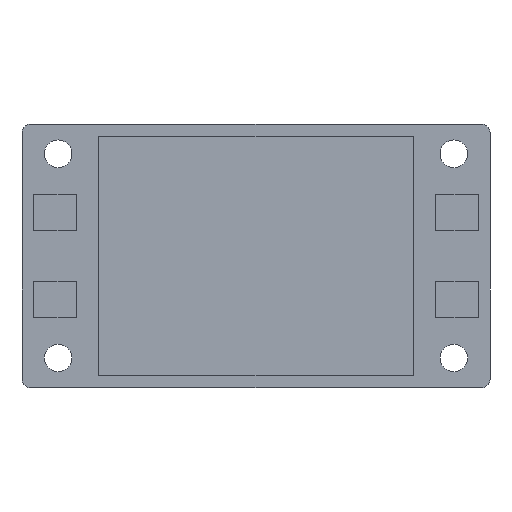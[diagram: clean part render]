
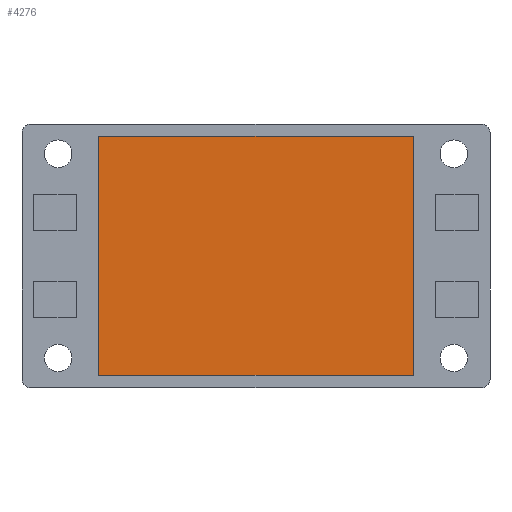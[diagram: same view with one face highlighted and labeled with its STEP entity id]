
A CAD part, top view. The second image highlights one B-rep face of the part: STEP entity #4276.
In plain terms, the highlighted planar face has unit normal (0, 0, 1).
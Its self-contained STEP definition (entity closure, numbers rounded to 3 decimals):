
#4144=CARTESIAN_POINT('',(-37.0,-28.1,31.));
#4145=VERTEX_POINT('',#4144);
#4152=CARTESIAN_POINT('',(-37.0,28.1,31.));
#4153=VERTEX_POINT('',#4152);
#4154=CARTESIAN_POINT('',(-37.0,28.1,31.));
#4155=DIRECTION('',(0.0,-1.0,0.0));
#4156=VECTOR('',#4155,56.2);
#4157=LINE('',#4154,#4156);
#4158=EDGE_CURVE('',#4153,#4145,#4157,.T.);
#4182=CARTESIAN_POINT('',(37.0,-28.1,31.));
#4183=VERTEX_POINT('',#4182);
#4190=CARTESIAN_POINT('',(-37.0,-28.1,31.));
#4191=DIRECTION('',(1.0,0.0,0.0));
#4192=VECTOR('',#4191,74.0);
#4193=LINE('',#4190,#4192);
#4194=EDGE_CURVE('',#4145,#4183,#4193,.T.);
#4213=CARTESIAN_POINT('',(37.0,28.1,31.));
#4214=VERTEX_POINT('',#4213);
#4221=CARTESIAN_POINT('',(37.0,-28.1,31.));
#4222=DIRECTION('',(0.0,1.0,0.0));
#4223=VECTOR('',#4222,56.2);
#4224=LINE('',#4221,#4223);
#4225=EDGE_CURVE('',#4183,#4214,#4224,.T.);
#4243=CARTESIAN_POINT('',(37.0,28.1,31.));
#4244=DIRECTION('',(-1.0,0.0,0.0));
#4245=VECTOR('',#4244,74.0);
#4246=LINE('',#4243,#4245);
#4247=EDGE_CURVE('',#4214,#4153,#4246,.T.);
#4265=CARTESIAN_POINT('',(0.,0.,31.0));
#4266=DIRECTION('',(0.0,0.0,-1.0));
#4267=DIRECTION('',(-1.0,0.0,0.0));
#4268=AXIS2_PLACEMENT_3D('',#4265,#4266,#4267);
#4269=PLANE('',#4268);
#4270=ORIENTED_EDGE('',*,*,#4247,.T.);
#4271=ORIENTED_EDGE('',*,*,#4158,.T.);
#4272=ORIENTED_EDGE('',*,*,#4194,.T.);
#4273=ORIENTED_EDGE('',*,*,#4225,.T.);
#4274=EDGE_LOOP('',(#4270,#4271,#4272,#4273));
#4275=FACE_OUTER_BOUND('',#4274,.T.);
#4276=ADVANCED_FACE('',(#4275),#4269,.F.);
